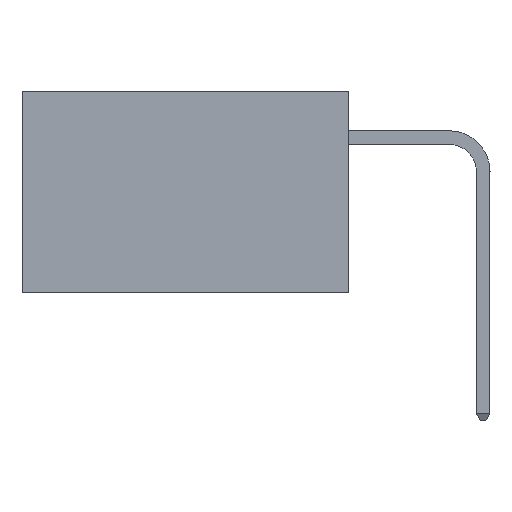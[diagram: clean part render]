
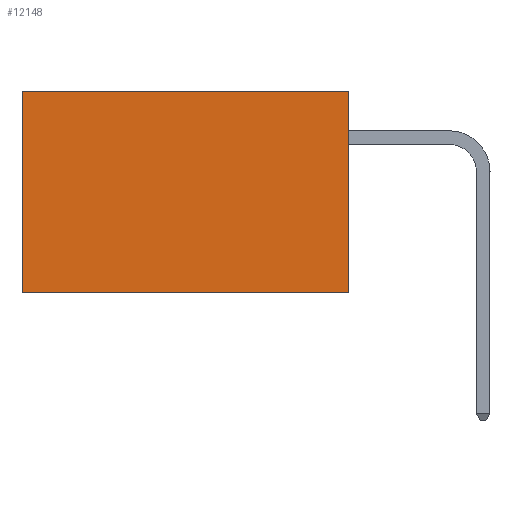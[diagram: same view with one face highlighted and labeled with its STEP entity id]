
A CAD part, left-side view. The second image highlights one B-rep face of the part: STEP entity #12148.
In plain terms, the highlighted planar face has unit normal (-1, 0, 0).
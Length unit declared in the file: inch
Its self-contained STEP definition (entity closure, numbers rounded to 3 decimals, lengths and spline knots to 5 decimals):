
#41 = VERTEX_POINT ( 'NONE', #14172 ) ;
#2023 = EDGE_CURVE ( 'NONE', #23622, #3406, #2045, .T. ) ;
#2045 = LINE ( 'NONE', #7275, #24045 ) ;
#2460 = ORIENTED_EDGE ( 'NONE', *, *, #6647, .F. ) ;
#2999 = VERTEX_POINT ( 'NONE', #10342 ) ;
#3406 = VERTEX_POINT ( 'NONE', #17628 ) ;
#3677 = LINE ( 'NONE', #21598, #25588 ) ;
#4550 = FACE_OUTER_BOUND ( 'NONE', #27359, .T. ) ;
#6292 = DIRECTION ( 'NONE',  ( 0., 0., -1. ) ) ;
#6647 = EDGE_CURVE ( 'NONE', #23622, #41, #3677, .T. ) ;
#7078 = VECTOR ( 'NONE', #19671, 39.37008 ) ;
#7275 = CARTESIAN_POINT ( 'NONE',  ( 0.2875, 0., 0. ) ) ;
#8307 = DIRECTION ( 'NONE',  ( 0., 1., 0. ) ) ;
#8561 = CARTESIAN_POINT ( 'NONE',  ( 0.2875, 0., -0.37 ) ) ;
#9905 = EDGE_CURVE ( 'NONE', #3406, #2999, #18378, .T. ) ;
#10342 = CARTESIAN_POINT ( 'NONE',  ( 0.2875, 0.6, -0.37 ) ) ;
#10560 = CARTESIAN_POINT ( 'NONE',  ( 0.2875, 0., 0. ) ) ;
#10706 = DIRECTION ( 'NONE',  ( 0., 1., 0. ) ) ;
#12148 = ADVANCED_FACE ( 'NONE', ( #4550 ), #14891, .F. ) ;
#14008 = CARTESIAN_POINT ( 'NONE',  ( 0.2875, 0., 0. ) ) ;
#14172 = CARTESIAN_POINT ( 'NONE',  ( 0.2875, 0., -0.37 ) ) ;
#14891 = PLANE ( 'NONE',  #18254 ) ;
#15510 = EDGE_CURVE ( 'NONE', #41, #2999, #27588, .T. ) ;
#16224 = ORIENTED_EDGE ( 'NONE', *, *, #2023, .T. ) ;
#17457 = DIRECTION ( 'NONE',  ( 0., 0., -1. ) ) ;
#17624 = CARTESIAN_POINT ( 'NONE',  ( 0.2875, 0.6, 0. ) ) ;
#17628 = CARTESIAN_POINT ( 'NONE',  ( 0.2875, 0.6, 0. ) ) ;
#18254 = AXIS2_PLACEMENT_3D ( 'NONE', #10560, #19032, #6292 ) ;
#18378 = LINE ( 'NONE', #17624, #7078 ) ;
#19032 = DIRECTION ( 'NONE',  ( 1., 0., 0. ) ) ;
#19671 = DIRECTION ( 'NONE',  ( 0., 0., -1. ) ) ;
#21598 = CARTESIAN_POINT ( 'NONE',  ( 0.2875, 0., 0. ) ) ;
#23622 = VERTEX_POINT ( 'NONE', #14008 ) ;
#24045 = VECTOR ( 'NONE', #8307, 39.37008 ) ;
#24895 = ORIENTED_EDGE ( 'NONE', *, *, #9905, .T. ) ;
#25588 = VECTOR ( 'NONE', #17457, 39.37008 ) ;
#26203 = ORIENTED_EDGE ( 'NONE', *, *, #15510, .F. ) ;
#26921 = VECTOR ( 'NONE', #10706, 39.37008 ) ;
#27359 = EDGE_LOOP ( 'NONE', ( #24895, #26203, #2460, #16224 ) ) ;
#27588 = LINE ( 'NONE', #8561, #26921 ) ;
